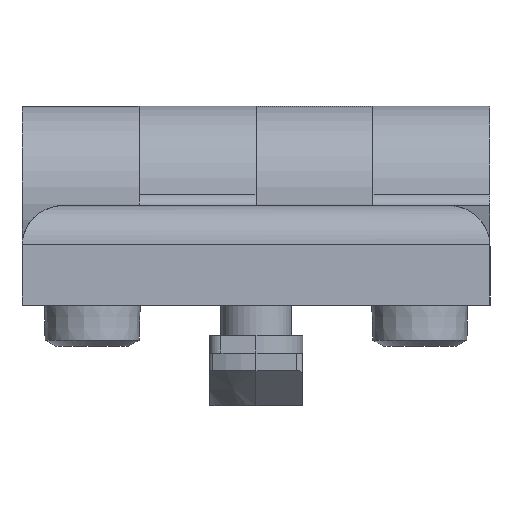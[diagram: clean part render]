
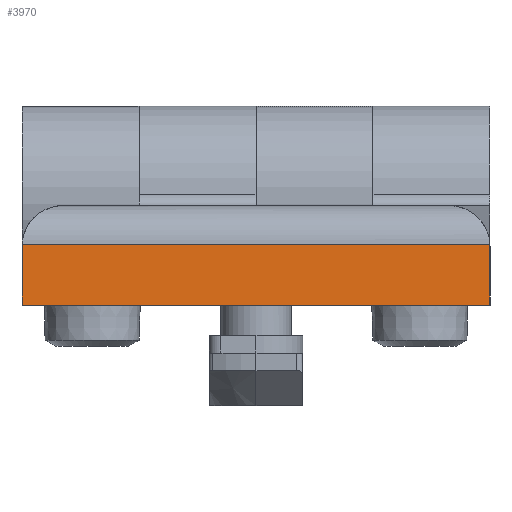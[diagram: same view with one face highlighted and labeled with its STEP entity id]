
A CAD part, left-side view. The second image highlights one B-rep face of the part: STEP entity #3970.
In plain terms, the highlighted face is planar.
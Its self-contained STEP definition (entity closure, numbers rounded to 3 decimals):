
#30=ELLIPSE('',#6015,3.505,3.5);
#33=ELLIPSE('',#6019,3.505,3.5);
#269=LINE('',#8313,#598);
#280=LINE('',#8338,#609);
#284=LINE('',#8352,#613);
#286=LINE('',#8365,#615);
#598=VECTOR('',#6999,1000.);
#609=VECTOR('',#7020,1000.);
#613=VECTOR('',#7032,1000.);
#615=VECTOR('',#7050,1000.);
#1589=ORIENTED_EDGE('',*,*,#2388,.F.);
#1590=ORIENTED_EDGE('',*,*,#2401,.T.);
#1591=ORIENTED_EDGE('',*,*,#2413,.F.);
#1592=ORIENTED_EDGE('',*,*,#2415,.T.);
#1593=ORIENTED_EDGE('',*,*,#2410,.F.);
#1594=ORIENTED_EDGE('',*,*,#2408,.F.);
#2388=EDGE_CURVE('',#2856,#2850,#269,.T.);
#2401=EDGE_CURVE('',#2856,#2866,#280,.T.);
#2408=EDGE_CURVE('',#2850,#2872,#284,.T.);
#2410=EDGE_CURVE('',#2872,#2873,#30,.T.);
#2413=EDGE_CURVE('',#2874,#2866,#33,.T.);
#2415=EDGE_CURVE('',#2874,#2873,#286,.T.);
#2850=VERTEX_POINT('',#8301);
#2856=VERTEX_POINT('',#8312);
#2866=VERTEX_POINT('',#8339);
#2872=VERTEX_POINT('',#8353);
#2873=VERTEX_POINT('',#8357);
#2874=VERTEX_POINT('',#8361);
#3320=EDGE_LOOP('',(#1589,#1590,#1591,#1592,#1593,#1594));
#3611=FACE_BOUND('',#3320,.T.);
#3792=PLANE('',#6021);
#3970=ADVANCED_FACE('',(#3611),#3792,.F.);
#6015=AXIS2_PLACEMENT_3D('',#8356,#7036,#7037);
#6019=AXIS2_PLACEMENT_3D('',#8362,#7044,#7045);
#6021=AXIS2_PLACEMENT_3D('',#8364,#7048,#7049);
#6999=DIRECTION('',(0.,0.,-1.));
#7020=DIRECTION('',(0.052,0.999,0.));
#7032=DIRECTION('',(0.052,0.999,0.));
#7036=DIRECTION('',(0.999,-0.052,0.));
#7037=DIRECTION('',(-0.052,-0.999,0.));
#7044=DIRECTION('',(0.999,-0.052,0.));
#7045=DIRECTION('',(-0.052,-0.999,0.));
#7048=DIRECTION('',(0.999,-0.052,0.));
#7049=DIRECTION('',(0.052,0.999,0.));
#7050=DIRECTION('',(0.,0.,-1.));
#8301=CARTESIAN_POINT('',(-30.,-9.,-20.));
#8312=CARTESIAN_POINT('',(-30.,-9.,20.));
#8313=CARTESIAN_POINT('',(-30.,-9.,20.));
#8338=CARTESIAN_POINT('',(-29.447,1.543,20.));
#8339=CARTESIAN_POINT('',(-29.738,-4.,20.));
#8352=CARTESIAN_POINT('',(-29.447,1.543,-20.));
#8353=CARTESIAN_POINT('',(-29.738,-4.,-20.));
#8356=CARTESIAN_POINT('',(-29.738,-4.,-16.5));
#8357=CARTESIAN_POINT('',(-29.728,-3.817,-19.995));
#8361=CARTESIAN_POINT('',(-29.728,-3.817,19.995));
#8362=CARTESIAN_POINT('',(-29.738,-4.,16.5));
#8364=CARTESIAN_POINT('',(-29.728,-3.817,22.));
#8365=CARTESIAN_POINT('',(-29.728,-3.817,22.));
